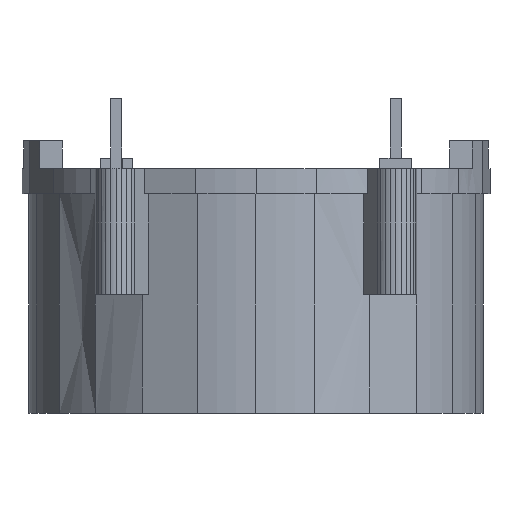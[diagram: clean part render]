
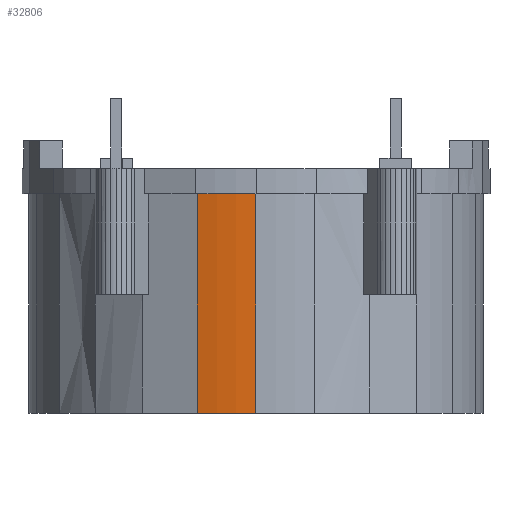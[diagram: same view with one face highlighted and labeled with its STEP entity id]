
A CAD part, front view. The second image highlights one B-rep face of the part: STEP entity #32806.
In plain terms, the highlighted cylindrical face has radius 16.25 mm (diameter 32.5 mm), a partial arc.
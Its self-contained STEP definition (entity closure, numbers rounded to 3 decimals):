
#13197 = PLANE('',#13198);
#13198 = AXIS2_PLACEMENT_3D('',#13199,#13200,#13201);
#13199 = CARTESIAN_POINT('',(-4.335,-16.179,15.7));
#13200 = DIRECTION('',(0.,0.,-1.));
#13201 = DIRECTION('',(-1.,0.,0.));
#14037 = PLANE('',#14038);
#14038 = AXIS2_PLACEMENT_3D('',#14039,#14040,#14041);
#14039 = CARTESIAN_POINT('',(4.206,15.696,0.));
#14040 = DIRECTION('',(0.,0.,-1.));
#14041 = DIRECTION('',(-1.,0.,0.));
#14317 = CONICAL_SURFACE('',#14318,16.25,0.056);
#14318 = AXIS2_PLACEMENT_3D('',#14319,#14320,#14321);
#14319 = CARTESIAN_POINT('',(0.,0.,
    0.));
#14320 = DIRECTION('',(-0.007,0.056,
    -0.998));
#14321 = DIRECTION('',(0.,-0.998,-0.056));
#14603 = VERTEX_POINT('',#14604);
#14604 = CARTESIAN_POINT('',(0.,-16.25,0.));
#14652 = EDGE_CURVE('',#14653,#14603,#14655,.T.);
#14653 = VERTEX_POINT('',#14654);
#14654 = CARTESIAN_POINT('',(-4.206,-15.696,0.));
#14655 = SURFACE_CURVE('',#14656,(#14661,#14672),.PCURVE_S1.);
#14656 = CIRCLE('',#14657,16.25);
#14657 = AXIS2_PLACEMENT_3D('',#14658,#14659,#14660);
#14658 = CARTESIAN_POINT('',(0.,0.,
    0.));
#14659 = DIRECTION('',(0.,0.,1.));
#14660 = DIRECTION('',(1.,0.,0.));
#14661 = PCURVE('',#14037,#14662);
#14662 = DEFINITIONAL_REPRESENTATION('',(#14663),#14671);
#14663 = ( BOUNDED_CURVE() B_SPLINE_CURVE(2,(#14664,#14665,#14666,#14667
    ,#14668,#14669,#14670),.UNSPECIFIED.,.F.,.F.) 
B_SPLINE_CURVE_WITH_KNOTS((1,2,2,2,2,1),(-2.094,0.,
    2.094,4.189,6.283,8.378),
.UNSPECIFIED.) CURVE() GEOMETRIC_REPRESENTATION_ITEM() 
RATIONAL_B_SPLINE_CURVE((1.,0.5,1.,0.5,1.,0.5,1.)) REPRESENTATION_ITEM(
  '') );
#14664 = CARTESIAN_POINT('',(-12.044,-15.696));
#14665 = CARTESIAN_POINT('',(-12.044,12.45));
#14666 = CARTESIAN_POINT('',(12.331,-1.623));
#14667 = CARTESIAN_POINT('',(36.706,-15.696));
#14668 = CARTESIAN_POINT('',(12.331,-29.769));
#14669 = CARTESIAN_POINT('',(-12.044,-43.842));
#14670 = CARTESIAN_POINT('',(-12.044,-15.696));
#14671 = ( GEOMETRIC_REPRESENTATION_CONTEXT(2) 
PARAMETRIC_REPRESENTATION_CONTEXT() REPRESENTATION_CONTEXT('2D SPACE',''
  ) );
#14672 = PCURVE('',#14673,#14678);
#14673 = CYLINDRICAL_SURFACE('',#14674,16.25);
#14674 = AXIS2_PLACEMENT_3D('',#14675,#14676,#14677);
#14675 = CARTESIAN_POINT('',(0.,0.,
    0.));
#14676 = DIRECTION('',(0.,0.,1.));
#14677 = DIRECTION('',(1.,0.,0.));
#14678 = DEFINITIONAL_REPRESENTATION('',(#14679),#14682);
#14679 = B_SPLINE_CURVE_WITH_KNOTS('',1,(#14680,#14681),.UNSPECIFIED.,
  .F.,.F.,(2,2),(4.451,4.712),
  .PIECEWISE_BEZIER_KNOTS.);
#14680 = CARTESIAN_POINT('',(4.451,0.));
#14681 = CARTESIAN_POINT('',(4.712,0.));
#14682 = ( GEOMETRIC_REPRESENTATION_CONTEXT(2) 
PARAMETRIC_REPRESENTATION_CONTEXT() REPRESENTATION_CONTEXT('2D SPACE',''
  ) );
#14700 = PLANE('',#14701);
#14701 = AXIS2_PLACEMENT_3D('',#14702,#14703,#14704);
#14702 = CARTESIAN_POINT('',(-8.125,-14.073,0.));
#14703 = DIRECTION('',(-0.383,-0.924,0.));
#14704 = DIRECTION('',(-0.924,0.383,0.));
#26956 = VERTEX_POINT('',#26957);
#26957 = CARTESIAN_POINT('',(-4.206,-15.696,15.7));
#26978 = EDGE_CURVE('',#26956,#26979,#26981,.T.);
#26979 = VERTEX_POINT('',#26980);
#26980 = CARTESIAN_POINT('',(0.,-16.25,15.7));
#26981 = SURFACE_CURVE('',#26982,(#26987,#26998),.PCURVE_S1.);
#26982 = CIRCLE('',#26983,16.25);
#26983 = AXIS2_PLACEMENT_3D('',#26984,#26985,#26986);
#26984 = CARTESIAN_POINT('',(0.,0.,
    15.7));
#26985 = DIRECTION('',(0.,0.,1.));
#26986 = DIRECTION('',(1.,0.,0.));
#26987 = PCURVE('',#13197,#26988);
#26988 = DEFINITIONAL_REPRESENTATION('',(#26989),#26997);
#26989 = ( BOUNDED_CURVE() B_SPLINE_CURVE(2,(#26990,#26991,#26992,#26993
    ,#26994,#26995,#26996),.UNSPECIFIED.,.F.,.F.) 
B_SPLINE_CURVE_WITH_KNOTS((1,2,2,2,2,1),(-2.094,0.,
    2.094,4.189,6.283,8.378),
.UNSPECIFIED.) CURVE() GEOMETRIC_REPRESENTATION_ITEM() 
RATIONAL_B_SPLINE_CURVE((1.,0.5,1.,0.5,1.,0.5,1.)) REPRESENTATION_ITEM(
  '') );
#26990 = CARTESIAN_POINT('',(-20.585,16.179));
#26991 = CARTESIAN_POINT('',(-20.585,44.325));
#26992 = CARTESIAN_POINT('',(3.79,30.252));
#26993 = CARTESIAN_POINT('',(28.165,16.179));
#26994 = CARTESIAN_POINT('',(3.79,2.106));
#26995 = CARTESIAN_POINT('',(-20.585,-11.967));
#26996 = CARTESIAN_POINT('',(-20.585,16.179));
#26997 = ( GEOMETRIC_REPRESENTATION_CONTEXT(2) 
PARAMETRIC_REPRESENTATION_CONTEXT() REPRESENTATION_CONTEXT('2D SPACE',''
  ) );
#26998 = PCURVE('',#14673,#26999);
#26999 = DEFINITIONAL_REPRESENTATION('',(#27000),#27003);
#27000 = B_SPLINE_CURVE_WITH_KNOTS('',1,(#27001,#27002),.UNSPECIFIED.,
  .F.,.F.,(2,2),(4.451,4.712),
  .PIECEWISE_BEZIER_KNOTS.);
#27001 = CARTESIAN_POINT('',(4.451,15.7));
#27002 = CARTESIAN_POINT('',(4.712,15.7));
#27003 = ( GEOMETRIC_REPRESENTATION_CONTEXT(2) 
PARAMETRIC_REPRESENTATION_CONTEXT() REPRESENTATION_CONTEXT('2D SPACE',''
  ) );
#27701 = EDGE_CURVE('',#14603,#26979,#27702,.T.);
#27702 = SURFACE_CURVE('',#27703,(#27707,#27736),.PCURVE_S1.);
#27703 = LINE('',#27704,#27705);
#27704 = CARTESIAN_POINT('',(0.,-16.25,0.));
#27705 = VECTOR('',#27706,1.);
#27706 = DIRECTION('',(0.,0.,1.));
#27707 = PCURVE('',#14317,#27708);
#27708 = DEFINITIONAL_REPRESENTATION('',(#27709),#27735);
#27709 = B_SPLINE_CURVE_WITH_KNOTS('',3,(#27710,#27711,#27712,#27713,
    #27714,#27715,#27716,#27717,#27718,#27719,#27720,#27721,#27722,
    #27723,#27724,#27725,#27726,#27727,#27728,#27729,#27730,#27731,
    #27732,#27733,#27734),.UNSPECIFIED.,.F.,.F.,(4,1,1,1,1,1,1,1,1,1,1,1
    ,1,1,1,1,1,1,1,1,1,1,4),(0.,0.714,1.427,
    2.141,2.855,3.568,4.282,
    4.995,5.709,6.423,7.136,7.85,
    8.564,9.277,9.991,10.705,
    11.418,12.132,12.845,13.559,
    14.273,14.986,15.7),.QUASI_UNIFORM_KNOTS.);
#27710 = CARTESIAN_POINT('',(6.284,-0.909));
#27711 = CARTESIAN_POINT('',(6.284,-1.146));
#27712 = CARTESIAN_POINT('',(6.284,-1.621));
#27713 = CARTESIAN_POINT('',(6.284,-2.334));
#27714 = CARTESIAN_POINT('',(6.285,-3.046));
#27715 = CARTESIAN_POINT('',(6.285,-3.759));
#27716 = CARTESIAN_POINT('',(6.285,-4.471));
#27717 = CARTESIAN_POINT('',(6.286,-5.184));
#27718 = CARTESIAN_POINT('',(6.286,-5.896));
#27719 = CARTESIAN_POINT('',(6.286,-6.609));
#27720 = CARTESIAN_POINT('',(6.287,-7.321));
#27721 = CARTESIAN_POINT('',(6.287,-8.034));
#27722 = CARTESIAN_POINT('',(6.287,-8.746));
#27723 = CARTESIAN_POINT('',(6.288,-9.459));
#27724 = CARTESIAN_POINT('',(6.288,-10.171));
#27725 = CARTESIAN_POINT('',(6.288,-10.884));
#27726 = CARTESIAN_POINT('',(6.289,-11.596));
#27727 = CARTESIAN_POINT('',(6.289,-12.309));
#27728 = CARTESIAN_POINT('',(6.289,-13.021));
#27729 = CARTESIAN_POINT('',(6.29,-13.734));
#27730 = CARTESIAN_POINT('',(6.29,-14.446));
#27731 = CARTESIAN_POINT('',(6.29,-15.159));
#27732 = CARTESIAN_POINT('',(6.291,-15.871));
#27733 = CARTESIAN_POINT('',(6.291,-16.346));
#27734 = CARTESIAN_POINT('',(6.291,-16.584));
#27735 = ( GEOMETRIC_REPRESENTATION_CONTEXT(2) 
PARAMETRIC_REPRESENTATION_CONTEXT() REPRESENTATION_CONTEXT('2D SPACE',''
  ) );
#27736 = PCURVE('',#14673,#27737);
#27737 = DEFINITIONAL_REPRESENTATION('',(#27738),#27741);
#27738 = B_SPLINE_CURVE_WITH_KNOTS('',1,(#27739,#27740),.UNSPECIFIED.,
  .F.,.F.,(2,2),(0.,15.7),.PIECEWISE_BEZIER_KNOTS.);
#27739 = CARTESIAN_POINT('',(4.712,0.));
#27740 = CARTESIAN_POINT('',(4.712,15.7));
#27741 = ( GEOMETRIC_REPRESENTATION_CONTEXT(2) 
PARAMETRIC_REPRESENTATION_CONTEXT() REPRESENTATION_CONTEXT('2D SPACE',''
  ) );
#32806 = ADVANCED_FACE('',(#32807),#14673,.T.);
#32807 = FACE_BOUND('',#32808,.T.);
#32808 = EDGE_LOOP('',(#32809,#32810,#32811,#32812));
#32809 = ORIENTED_EDGE('',*,*,#14652,.T.);
#32810 = ORIENTED_EDGE('',*,*,#27701,.T.);
#32811 = ORIENTED_EDGE('',*,*,#26978,.F.);
#32812 = ORIENTED_EDGE('',*,*,#32813,.F.);
#32813 = EDGE_CURVE('',#14653,#26956,#32814,.T.);
#32814 = SURFACE_CURVE('',#32815,(#32819,#32825),.PCURVE_S1.);
#32815 = LINE('',#32816,#32817);
#32816 = CARTESIAN_POINT('',(-4.206,-15.696,0.));
#32817 = VECTOR('',#32818,1.);
#32818 = DIRECTION('',(0.,0.,1.));
#32819 = PCURVE('',#14673,#32820);
#32820 = DEFINITIONAL_REPRESENTATION('',(#32821),#32824);
#32821 = B_SPLINE_CURVE_WITH_KNOTS('',1,(#32822,#32823),.UNSPECIFIED.,
  .F.,.F.,(2,2),(0.,15.7),.PIECEWISE_BEZIER_KNOTS.);
#32822 = CARTESIAN_POINT('',(4.451,0.));
#32823 = CARTESIAN_POINT('',(4.451,15.7));
#32824 = ( GEOMETRIC_REPRESENTATION_CONTEXT(2) 
PARAMETRIC_REPRESENTATION_CONTEXT() REPRESENTATION_CONTEXT('2D SPACE',''
  ) );
#32825 = PCURVE('',#14700,#32826);
#32826 = DEFINITIONAL_REPRESENTATION('',(#32827),#32831);
#32827 = LINE('',#32828,#32829);
#32828 = CARTESIAN_POINT('',(-4.242,0.));
#32829 = VECTOR('',#32830,1.);
#32830 = DIRECTION('',(0.,-1.));
#32831 = ( GEOMETRIC_REPRESENTATION_CONTEXT(2) 
PARAMETRIC_REPRESENTATION_CONTEXT() REPRESENTATION_CONTEXT('2D SPACE',''
  ) );
